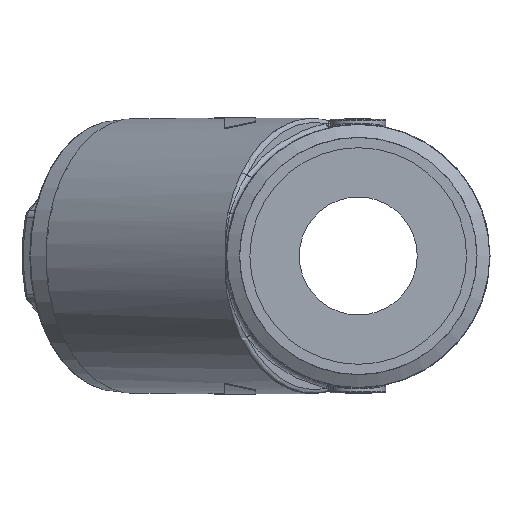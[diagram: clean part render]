
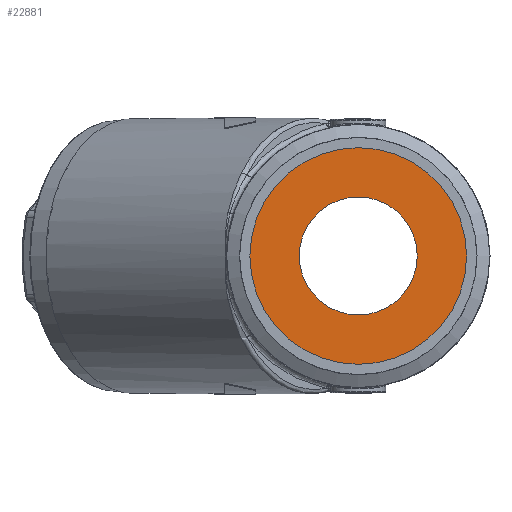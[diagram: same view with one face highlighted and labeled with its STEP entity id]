
A CAD part, left-side view. The second image highlights one B-rep face of the part: STEP entity #22881.
In plain terms, the highlighted planar face has unit normal (-1, 0, 0).
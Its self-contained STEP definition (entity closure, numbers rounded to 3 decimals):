
#518 = EDGE_LOOP ( 'NONE', ( #26841 ) ) ;
#2026 = FACE_OUTER_BOUND ( 'NONE', #518, .T. ) ;
#3262 = VERTEX_POINT ( 'NONE', #25760 ) ;
#4012 = EDGE_LOOP ( 'NONE', ( #21754 ) ) ;
#6899 = CARTESIAN_POINT ( 'NONE',  ( 30., 27.55, 0. ) ) ;
#9596 = AXIS2_PLACEMENT_3D ( 'NONE', #17105, #21647, #10687 ) ;
#10078 = CIRCLE ( 'NONE', #9596, 15. ) ;
#10687 = DIRECTION ( 'NONE',  ( 0., 0., 1. ) ) ;
#11023 = PLANE ( 'NONE',  #19500 ) ;
#15660 = CIRCLE ( 'NONE', #26500, 27.55 ) ;
#15820 = DIRECTION ( 'NONE',  ( 0., 0., 1. ) ) ;
#16609 = VERTEX_POINT ( 'NONE', #19081 ) ;
#17105 = CARTESIAN_POINT ( 'NONE',  ( 30., 0., 0. ) ) ;
#18404 = DIRECTION ( 'NONE',  ( -1., 0., 0. ) ) ;
#19081 = CARTESIAN_POINT ( 'NONE',  ( 30., 0., 15. ) ) ;
#19500 = AXIS2_PLACEMENT_3D ( 'NONE', #6899, #26742, #15820 ) ;
#20176 = EDGE_CURVE ( 'NONE', #3262, #3262, #15660, .T. ) ;
#20204 = FACE_BOUND ( 'NONE', #4012, .T. ) ;
#20411 = EDGE_CURVE ( 'NONE', #16609, #16609, #10078, .T. ) ;
#21647 = DIRECTION ( 'NONE',  ( -1., 0., 0. ) ) ;
#21754 = ORIENTED_EDGE ( 'NONE', *, *, #20411, .F. ) ;
#22881 = ADVANCED_FACE ( 'NONE', ( #20204, #2026 ), #11023, .T. ) ;
#25760 = CARTESIAN_POINT ( 'NONE',  ( 30., 0., 27.55 ) ) ;
#26500 = AXIS2_PLACEMENT_3D ( 'NONE', #27023, #18404, #27436 ) ;
#26742 = DIRECTION ( 'NONE',  ( -1., 0., 0. ) ) ;
#26841 = ORIENTED_EDGE ( 'NONE', *, *, #20176, .T. ) ;
#27023 = CARTESIAN_POINT ( 'NONE',  ( 30., 0., 0. ) ) ;
#27436 = DIRECTION ( 'NONE',  ( 0., 0., 1. ) ) ;
